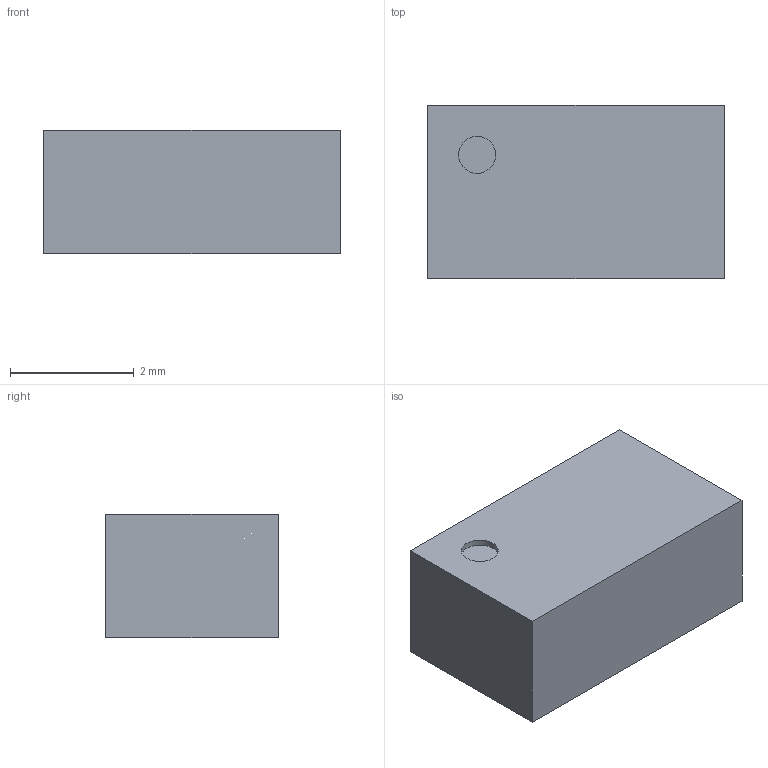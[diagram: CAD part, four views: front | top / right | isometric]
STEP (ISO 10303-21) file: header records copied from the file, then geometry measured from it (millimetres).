
FILE_DESCRIPTION(('Open CASCADE Model'),'2;1');
FILE_NAME('Open CASCADE Shape Model','2020-03-03T16:11:25',('Author'),( 'Open CASCADE'),'Open CASCADE STEP processor 6.8','Open CASCADE 6.8' ,'Unknown');
FILE_SCHEMA(('AUTOMOTIVE_DESIGN { 1 0 10303 214 1 1 1 1 }'));
Length unit declared in the file: millimetre
Products named in the file (6): PCB; Designator1; 6740606736; Open_CASCADE_STEP_translator_6.8_7.1; Body; Open_CASCADE_STEP_translator_6.8_7.2.1
Assembly tree (4 placements, depth 4):
  PCB
  Designator1
    6740606736
      Open_CASCADE_STEP_translator_6.8_7.1
      Body
        Open_CASCADE_STEP_translator_6.8_7.2.1
Bounding box: 4.8 x 2.8 x 2 mm (x, y, z)
Volume: 26.9 mm3; surface area: 57.8 mm2
Topology: 1 solids, 2 shells, 9 faces, 16 edges, 11 vertices
Faces by surface type: plane 8, cylinder 1
Full cylindrical faces by diameter (mm): 0.6 x1
Entity records: 334 total; most frequent: DIRECTION 47, CARTESIAN_POINT 41, ORIENTED_EDGE 31, AXIS2_PLACEMENT_3D 17, EDGE_CURVE 16, LINE 13, VECTOR 13, VERTEX_POINT 11
